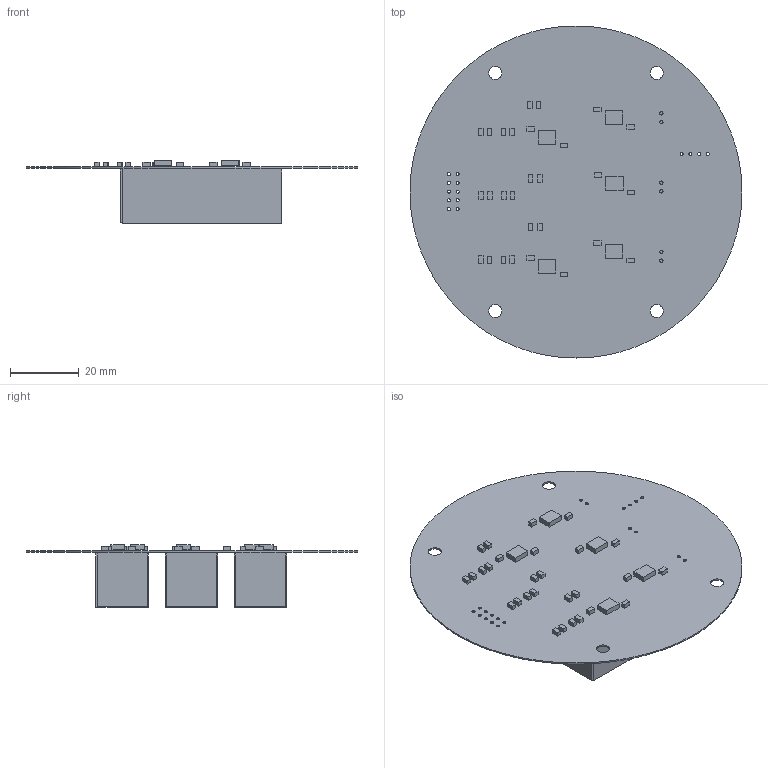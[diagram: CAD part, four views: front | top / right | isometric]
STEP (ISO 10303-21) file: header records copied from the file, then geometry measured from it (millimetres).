
FILE_DESCRIPTION(('Open CASCADE Model'),'2;1');
FILE_NAME('Open CASCADE Shape Model','2015-04-16T23:41:36',('Author'),( 'Open CASCADE'),'Open CASCADE STEP processor 6.5','Open CASCADE 6.5' ,'Unknown');
FILE_SCHEMA(('AUTOMOTIVE_DESIGN { 1 0 10303 214 1 1 1 1 }'));
Length unit declared in the file: millimetre
Products named in the file (54): PCB; Board; H1; 463759632; Extruded; 463785872; H2; H3; C11; 463750416; C1; 463749648; C2; 463750160; C12; 463751056; C3; C4; C13; 463750672; C5; C6; C7; C8; C9; C10; C11.; C12.; C21; C22; C23; C31; C32; C33; C42; C43; C52; C53; CL1; CL2 ...
Assembly tree (84 placements, depth 4):
  PCB
    Board
    H1
      463759632
        Extruded
      463785872
        Extruded
    H2
      463759632
        Extruded
      463785872
        Extruded
    H3
      463759632
        Extruded
      463785872
        Extruded
    C11
      463750416
        Extruded
    C1
      463749648
        Extruded
    C2
      463750160
        Extruded
    C12
      463751056
        Extruded
    C3
      463750160
        Extruded
    C4
      463749648
        Extruded
    C13
      463750672
        Extruded
    C5
      463749648
        Extruded
    C6
      463750160
        Extruded
    C7
      463750160
        Extruded
    C8
      463749648
        Extruded
    C9
      463749648
        Extruded
    C10
      463750160
        Extruded
    C11.
      463750160
        Extruded
    C12.
Bounding box: 96.54 x 96.54 x 18.28 mm (x, y, z)
Volume: 37867.5 mm3; surface area: 27137.5 mm2
Topology: 40 solids, 40 shells, 404 faces, 972 edges, 648 vertices
Faces by surface type: plane 380, cylinder 24
Full cylindrical faces by diameter (mm): 0.9 x14, 0.97 x6, 3.797 x4
Entity records: 16162 total; most frequent: CARTESIAN_POINT 2791, DIRECTION 2406, LINE 1704, VECTOR 1704, ORIENTED_EDGE 1200, PCURVE 1200, DEFINITIONAL_REPRESENTATION 1200, EDGE_CURVE 600
